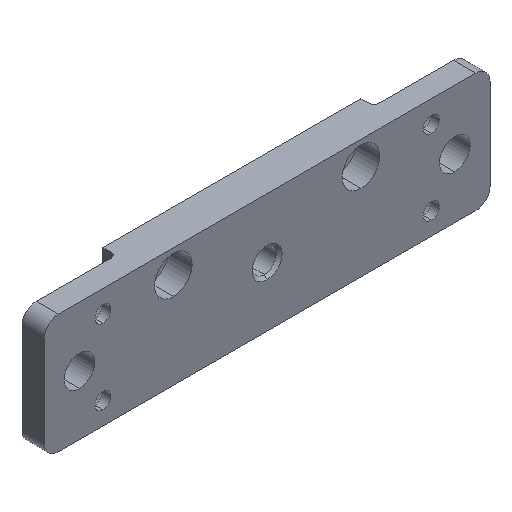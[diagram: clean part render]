
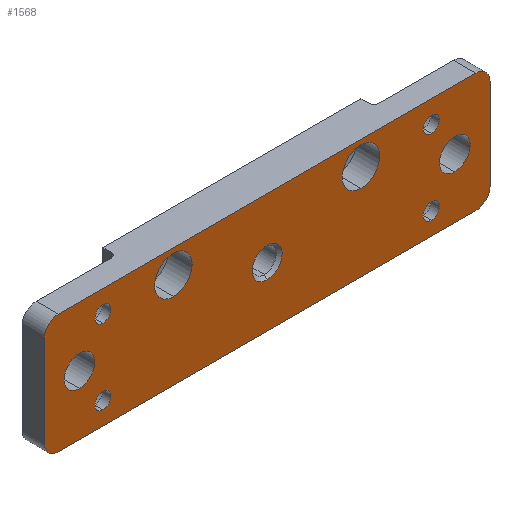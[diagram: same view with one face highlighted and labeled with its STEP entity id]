
A CAD part, isometric view. The second image highlights one B-rep face of the part: STEP entity #1568.
In plain terms, the highlighted planar face has unit normal (0, -1, 0).
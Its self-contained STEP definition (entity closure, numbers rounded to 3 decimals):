
#259=DIRECTION('',(1.,0.,0.));
#260=VECTOR('',#259,89.);
#261=CARTESIAN_POINT('',(-44.5,-7.5,-20.4));
#262=LINE('',#261,#260);
#266=CARTESIAN_POINT('',(-44.5,-7.5,-17.4));
#267=DIRECTION('',(0.,-1.,0.));
#268=DIRECTION('',(-1.,0.,0.));
#269=AXIS2_PLACEMENT_3D('',#266,#267,#268);
#274=DIRECTION('',(0.,0.,-1.));
#275=VECTOR('',#274,19.4);
#276=CARTESIAN_POINT('',(-47.5,-7.5,2.));
#277=LINE('',#276,#275);
#281=CARTESIAN_POINT('',(-44.5,-7.5,2.));
#282=DIRECTION('',(0.,-1.,0.));
#283=DIRECTION('',(0.,0.,1.));
#284=AXIS2_PLACEMENT_3D('',#281,#282,#283);
#289=DIRECTION('',(-1.,0.,0.));
#290=VECTOR('',#289,89.);
#291=CARTESIAN_POINT('',(44.5,-7.5,5.));
#292=LINE('',#291,#290);
#296=CARTESIAN_POINT('',(44.5,-7.5,2.));
#297=DIRECTION('',(0.,-1.,0.));
#298=DIRECTION('',(1.,0.,0.));
#299=AXIS2_PLACEMENT_3D('',#296,#297,#298);
#304=DIRECTION('',(0.,0.,1.));
#305=VECTOR('',#304,19.4);
#306=CARTESIAN_POINT('',(47.5,-7.5,-17.4));
#307=LINE('',#306,#305);
#311=CARTESIAN_POINT('',(44.5,-7.5,-17.4));
#312=DIRECTION('',(0.,-1.,0.));
#313=DIRECTION('',(0.,0.,-1.));
#314=AXIS2_PLACEMENT_3D('',#311,#312,#313);
#319=CARTESIAN_POINT('',(-35.,-7.5,-15.7));
#320=DIRECTION('',(0.,1.,0.));
#321=DIRECTION('',(0.,0.,1.));
#322=AXIS2_PLACEMENT_3D('',#319,#320,#321);
#327=CARTESIAN_POINT('',(-35.,-7.5,-15.7));
#328=DIRECTION('',(0.,1.,0.));
#329=DIRECTION('',(0.,0.,-1.));
#330=AXIS2_PLACEMENT_3D('',#327,#328,#329);
#335=CARTESIAN_POINT('',(-35.,-7.5,0.3));
#336=DIRECTION('',(0.,1.,0.));
#337=DIRECTION('',(0.,0.,1.));
#338=AXIS2_PLACEMENT_3D('',#335,#336,#337);
#343=CARTESIAN_POINT('',(-35.,-7.5,0.3));
#344=DIRECTION('',(0.,1.,0.));
#345=DIRECTION('',(0.,0.,-1.));
#346=AXIS2_PLACEMENT_3D('',#343,#344,#345);
#351=CARTESIAN_POINT('',(35.,-7.5,0.3));
#352=DIRECTION('',(0.,1.,0.));
#353=DIRECTION('',(0.,0.,1.));
#354=AXIS2_PLACEMENT_3D('',#351,#352,#353);
#359=CARTESIAN_POINT('',(35.,-7.5,0.3));
#360=DIRECTION('',(0.,1.,0.));
#361=DIRECTION('',(0.,0.,-1.));
#362=AXIS2_PLACEMENT_3D('',#359,#360,#361);
#367=CARTESIAN_POINT('',(35.,-7.5,-15.7));
#368=DIRECTION('',(0.,1.,0.));
#369=DIRECTION('',(0.,0.,1.));
#370=AXIS2_PLACEMENT_3D('',#367,#368,#369);
#375=CARTESIAN_POINT('',(35.,-7.5,-15.7));
#376=DIRECTION('',(0.,1.,0.));
#377=DIRECTION('',(0.,0.,-1.));
#378=AXIS2_PLACEMENT_3D('',#375,#376,#377);
#383=CARTESIAN_POINT('',(-40.,-7.5,-7.7));
#384=DIRECTION('',(0.,1.,0.));
#385=DIRECTION('',(0.,0.,1.));
#386=AXIS2_PLACEMENT_3D('',#383,#384,#385);
#391=CARTESIAN_POINT('',(-40.,-7.5,-7.7));
#392=DIRECTION('',(0.,1.,0.));
#393=DIRECTION('',(0.,0.,-1.));
#394=AXIS2_PLACEMENT_3D('',#391,#392,#393);
#399=CARTESIAN_POINT('',(40.,-7.5,-7.7));
#400=DIRECTION('',(0.,1.,0.));
#401=DIRECTION('',(0.,0.,1.));
#402=AXIS2_PLACEMENT_3D('',#399,#400,#401);
#407=CARTESIAN_POINT('',(40.,-7.5,-7.7));
#408=DIRECTION('',(0.,1.,0.));
#409=DIRECTION('',(0.,0.,-1.));
#410=AXIS2_PLACEMENT_3D('',#407,#408,#409);
#415=CARTESIAN_POINT('',(0.,-7.5,-7.7));
#416=DIRECTION('',(0.,1.,0.));
#417=DIRECTION('',(0.,0.,1.));
#418=AXIS2_PLACEMENT_3D('',#415,#416,#417);
#423=CARTESIAN_POINT('',(0.,-7.5,-7.7));
#424=DIRECTION('',(0.,1.,0.));
#425=DIRECTION('',(0.,0.,-1.));
#426=AXIS2_PLACEMENT_3D('',#423,#424,#425);
#431=CARTESIAN_POINT('',(20.,-7.5,0.));
#432=DIRECTION('',(0.,1.,0.));
#433=DIRECTION('',(0.,0.,1.));
#434=AXIS2_PLACEMENT_3D('',#431,#432,#433);
#439=CARTESIAN_POINT('',(20.,-7.5,0.));
#440=DIRECTION('',(0.,1.,0.));
#441=DIRECTION('',(0.,0.,-1.));
#442=AXIS2_PLACEMENT_3D('',#439,#440,#441);
#447=CARTESIAN_POINT('',(-20.,-7.5,0.));
#448=DIRECTION('',(0.,1.,0.));
#449=DIRECTION('',(0.,0.,1.));
#450=AXIS2_PLACEMENT_3D('',#447,#448,#449);
#455=CARTESIAN_POINT('',(-20.,-7.5,0.));
#456=DIRECTION('',(0.,1.,0.));
#457=DIRECTION('',(0.,0.,-1.));
#458=AXIS2_PLACEMENT_3D('',#455,#456,#457);
#1105=CARTESIAN_POINT('',(20.,-7.5,-4.));
#1106=CARTESIAN_POINT('',(20.,-7.5,4.));
#1107=VERTEX_POINT('',#1105);
#1108=VERTEX_POINT('',#1106);
#1109=CARTESIAN_POINT('',(40.,-7.5,-4.436));
#1110=CARTESIAN_POINT('',(40.,-7.5,-10.964));
#1111=VERTEX_POINT('',#1109);
#1112=VERTEX_POINT('',#1110);
#1130=CARTESIAN_POINT('',(-35.,-7.5,2.));
#1132=VERTEX_POINT('',#1130);
#1145=CARTESIAN_POINT('',(35.,-7.5,-1.4));
#1146=CARTESIAN_POINT('',(35.,-7.5,2.));
#1147=VERTEX_POINT('',#1145);
#1148=VERTEX_POINT('',#1146);
#1150=CARTESIAN_POINT('',(-40.,-7.5,-4.436));
#1152=VERTEX_POINT('',#1150);
#1153=CARTESIAN_POINT('',(-44.5,-7.5,-20.4));
#1154=CARTESIAN_POINT('',(44.5,-7.5,-20.4));
#1155=VERTEX_POINT('',#1153);
#1156=VERTEX_POINT('',#1154);
#1158=CARTESIAN_POINT('',(35.,-7.5,-14.));
#1160=VERTEX_POINT('',#1158);
#1161=CARTESIAN_POINT('',(0.,-7.5,-10.888));
#1163=VERTEX_POINT('',#1161);
#1169=CARTESIAN_POINT('',(44.5,-7.5,5.));
#1170=CARTESIAN_POINT('',(-44.5,-7.5,5.));
#1171=VERTEX_POINT('',#1169);
#1172=VERTEX_POINT('',#1170);
#1205=CARTESIAN_POINT('',(0.,-7.5,-4.512));
#1206=VERTEX_POINT('',#1205);
#1219=CARTESIAN_POINT('',(-40.,-7.5,-10.964));
#1220=VERTEX_POINT('',#1219);
#1222=CARTESIAN_POINT('',(-47.5,-7.5,2.));
#1224=VERTEX_POINT('',#1222);
#1229=CARTESIAN_POINT('',(-20.,-7.5,-4.));
#1230=CARTESIAN_POINT('',(-20.,-7.5,4.));
#1231=VERTEX_POINT('',#1229);
#1232=VERTEX_POINT('',#1230);
#1237=CARTESIAN_POINT('',(47.5,-7.5,-17.4));
#1238=VERTEX_POINT('',#1237);
#1239=CARTESIAN_POINT('',(-35.,-7.5,-14.));
#1240=CARTESIAN_POINT('',(-35.,-7.5,-17.4));
#1241=VERTEX_POINT('',#1239);
#1242=VERTEX_POINT('',#1240);
#1249=CARTESIAN_POINT('',(35.,-7.5,-17.4));
#1250=VERTEX_POINT('',#1249);
#1251=CARTESIAN_POINT('',(47.5,-7.5,2.));
#1252=VERTEX_POINT('',#1251);
#1257=CARTESIAN_POINT('',(-35.,-7.5,-1.4));
#1258=VERTEX_POINT('',#1257);
#1271=CARTESIAN_POINT('',(-47.5,-7.5,-17.4));
#1272=VERTEX_POINT('',#1271);
#1495=CARTESIAN_POINT('',(0.,-7.5,0.));
#1496=DIRECTION('',(0.,1.,0.));
#1497=DIRECTION('',(0.,0.,1.));
#1498=AXIS2_PLACEMENT_3D('',#1495,#1496,#1497);
#1499=PLANE('',#1498);
#1500=ORIENTED_EDGE('',*,*,#1442,.F.);
#1502=ORIENTED_EDGE('',*,*,#1501,.F.);
#1504=ORIENTED_EDGE('',*,*,#1503,.F.);
#1506=ORIENTED_EDGE('',*,*,#1505,.F.);
#1507=ORIENTED_EDGE('',*,*,#1475,.F.);
#1509=ORIENTED_EDGE('',*,*,#1508,.F.);
#1511=ORIENTED_EDGE('',*,*,#1510,.F.);
#1513=ORIENTED_EDGE('',*,*,#1512,.F.);
#1514=EDGE_LOOP('',(#1500,#1502,#1504,#1506,#1507,#1509,#1511,#1513));
#1515=FACE_OUTER_BOUND('',#1514,.F.);
#1517=ORIENTED_EDGE('',*,*,#1516,.F.);
#1519=ORIENTED_EDGE('',*,*,#1518,.F.);
#1520=EDGE_LOOP('',(#1517,#1519));
#1521=FACE_BOUND('',#1520,.F.);
#1523=ORIENTED_EDGE('',*,*,#1522,.F.);
#1525=ORIENTED_EDGE('',*,*,#1524,.F.);
#1526=EDGE_LOOP('',(#1523,#1525));
#1527=FACE_BOUND('',#1526,.F.);
#1529=ORIENTED_EDGE('',*,*,#1528,.F.);
#1531=ORIENTED_EDGE('',*,*,#1530,.F.);
#1532=EDGE_LOOP('',(#1529,#1531));
#1533=FACE_BOUND('',#1532,.F.);
#1535=ORIENTED_EDGE('',*,*,#1534,.F.);
#1537=ORIENTED_EDGE('',*,*,#1536,.F.);
#1538=EDGE_LOOP('',(#1535,#1537));
#1539=FACE_BOUND('',#1538,.F.);
#1541=ORIENTED_EDGE('',*,*,#1540,.F.);
#1543=ORIENTED_EDGE('',*,*,#1542,.F.);
#1544=EDGE_LOOP('',(#1541,#1543));
#1545=FACE_BOUND('',#1544,.F.);
#1547=ORIENTED_EDGE('',*,*,#1546,.F.);
#1549=ORIENTED_EDGE('',*,*,#1548,.F.);
#1550=EDGE_LOOP('',(#1547,#1549));
#1551=FACE_BOUND('',#1550,.F.);
#1553=ORIENTED_EDGE('',*,*,#1552,.F.);
#1555=ORIENTED_EDGE('',*,*,#1554,.F.);
#1556=EDGE_LOOP('',(#1553,#1555));
#1557=FACE_BOUND('',#1556,.F.);
#1559=ORIENTED_EDGE('',*,*,#1558,.F.);
#1561=ORIENTED_EDGE('',*,*,#1560,.F.);
#1562=EDGE_LOOP('',(#1559,#1561));
#1563=FACE_BOUND('',#1562,.F.);
#1564=ORIENTED_EDGE('',*,*,#1300,.F.);
#1565=ORIENTED_EDGE('',*,*,#1317,.F.);
#1566=EDGE_LOOP('',(#1564,#1565));
#1567=FACE_BOUND('',#1566,.F.);
#1568=ADVANCED_FACE('',(#1515,#1521,#1527,#1533,#1539,#1545,#1551,#1557,#1563,
#1567),#1499,.F.);
#270=CIRCLE('',#269,3.);
#285=CIRCLE('',#284,3.);
#300=CIRCLE('',#299,3.);
#315=CIRCLE('',#314,3.);
#323=CIRCLE('',#322,1.7);
#331=CIRCLE('',#330,1.7);
#339=CIRCLE('',#338,1.7);
#347=CIRCLE('',#346,1.7);
#355=CIRCLE('',#354,1.7);
#363=CIRCLE('',#362,1.7);
#371=CIRCLE('',#370,1.7);
#379=CIRCLE('',#378,1.7);
#387=CIRCLE('',#386,3.264);
#395=CIRCLE('',#394,3.264);
#403=CIRCLE('',#402,3.264);
#411=CIRCLE('',#410,3.264);
#419=CIRCLE('',#418,3.188);
#427=CIRCLE('',#426,3.188);
#435=CIRCLE('',#434,4.);
#443=CIRCLE('',#442,4.);
#451=CIRCLE('',#450,4.);
#459=CIRCLE('',#458,4.);
#1300=EDGE_CURVE('',#1232,#1231,#451,.T.);
#1317=EDGE_CURVE('',#1231,#1232,#459,.T.);
#1442=EDGE_CURVE('',#1155,#1156,#262,.T.);
#1475=EDGE_CURVE('',#1171,#1172,#292,.T.);
#1501=EDGE_CURVE('',#1272,#1155,#270,.T.);
#1503=EDGE_CURVE('',#1224,#1272,#277,.T.);
#1505=EDGE_CURVE('',#1172,#1224,#285,.T.);
#1508=EDGE_CURVE('',#1252,#1171,#300,.T.);
#1510=EDGE_CURVE('',#1238,#1252,#307,.T.);
#1512=EDGE_CURVE('',#1156,#1238,#315,.T.);
#1516=EDGE_CURVE('',#1241,#1242,#323,.T.);
#1518=EDGE_CURVE('',#1242,#1241,#331,.T.);
#1522=EDGE_CURVE('',#1132,#1258,#339,.T.);
#1524=EDGE_CURVE('',#1258,#1132,#347,.T.);
#1528=EDGE_CURVE('',#1148,#1147,#355,.T.);
#1530=EDGE_CURVE('',#1147,#1148,#363,.T.);
#1534=EDGE_CURVE('',#1160,#1250,#371,.T.);
#1536=EDGE_CURVE('',#1250,#1160,#379,.T.);
#1540=EDGE_CURVE('',#1152,#1220,#387,.T.);
#1542=EDGE_CURVE('',#1220,#1152,#395,.T.);
#1546=EDGE_CURVE('',#1111,#1112,#403,.T.);
#1548=EDGE_CURVE('',#1112,#1111,#411,.T.);
#1552=EDGE_CURVE('',#1206,#1163,#419,.T.);
#1554=EDGE_CURVE('',#1163,#1206,#427,.T.);
#1558=EDGE_CURVE('',#1108,#1107,#435,.T.);
#1560=EDGE_CURVE('',#1107,#1108,#443,.T.);
